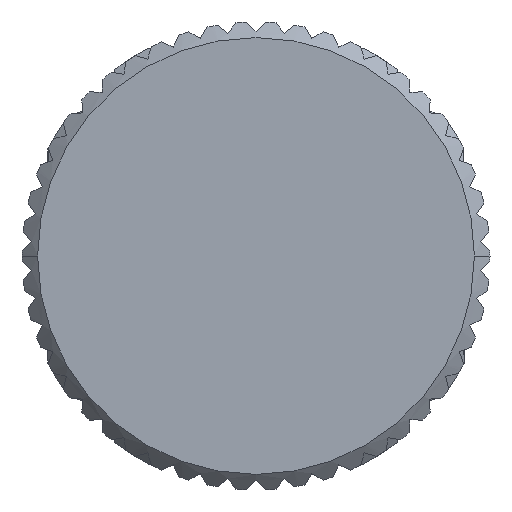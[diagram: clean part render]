
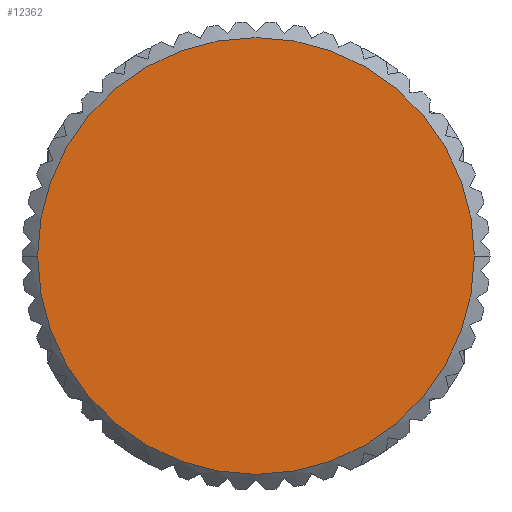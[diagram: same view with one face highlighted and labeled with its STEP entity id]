
A CAD part, front view. The second image highlights one B-rep face of the part: STEP entity #12362.
In plain terms, the highlighted face is planar.
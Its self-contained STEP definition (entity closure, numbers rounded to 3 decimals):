
#392 = FACE_OUTER_BOUND ( 'NONE', #11479, .T. ) ;
#1556 = DIRECTION ( 'NONE',  ( -1., 0., 0. ) ) ;
#1725 = EDGE_CURVE ( 'NONE', #23849, #14103, #3164, .T. ) ;
#2980 = CIRCLE ( 'NONE', #8905, 8.4 ) ;
#3164 = CIRCLE ( 'NONE', #5920, 8.4 ) ;
#5920 = AXIS2_PLACEMENT_3D ( 'NONE', #15587, #17452, #6151 ) ;
#6151 = DIRECTION ( 'NONE',  ( -1., 0., 0. ) ) ;
#6339 = ORIENTED_EDGE ( 'NONE', *, *, #22329, .T. ) ;
#6899 = AXIS2_PLACEMENT_3D ( 'NONE', #7912, #17355, #13266 ) ;
#7912 = CARTESIAN_POINT ( 'NONE',  ( 0., 0., -19.75 ) ) ;
#8905 = AXIS2_PLACEMENT_3D ( 'NONE', #12980, #18679, #1556 ) ;
#11479 = EDGE_LOOP ( 'NONE', ( #22134, #6339 ) ) ;
#12362 = ADVANCED_FACE ( 'NONE', ( #392 ), #15538, .T. ) ;
#12980 = CARTESIAN_POINT ( 'NONE',  ( 0., 0., -19.75 ) ) ;
#13266 = DIRECTION ( 'NONE',  ( -1., 0., 0. ) ) ;
#14103 = VERTEX_POINT ( 'NONE', #22845 ) ;
#15538 = PLANE ( 'NONE',  #6899 ) ;
#15587 = CARTESIAN_POINT ( 'NONE',  ( 0., 0., -19.75 ) ) ;
#17355 = DIRECTION ( 'NONE',  ( 0., 0., -1. ) ) ;
#17452 = DIRECTION ( 'NONE',  ( 0., 0., -1. ) ) ;
#18035 = CARTESIAN_POINT ( 'NONE',  ( 8.4, 0., -19.75 ) ) ;
#18679 = DIRECTION ( 'NONE',  ( 0., 0., -1. ) ) ;
#22134 = ORIENTED_EDGE ( 'NONE', *, *, #1725, .T. ) ;
#22329 = EDGE_CURVE ( 'NONE', #14103, #23849, #2980, .T. ) ;
#22845 = CARTESIAN_POINT ( 'NONE',  ( -8.4, 0., -19.75 ) ) ;
#23849 = VERTEX_POINT ( 'NONE', #18035 ) ;
